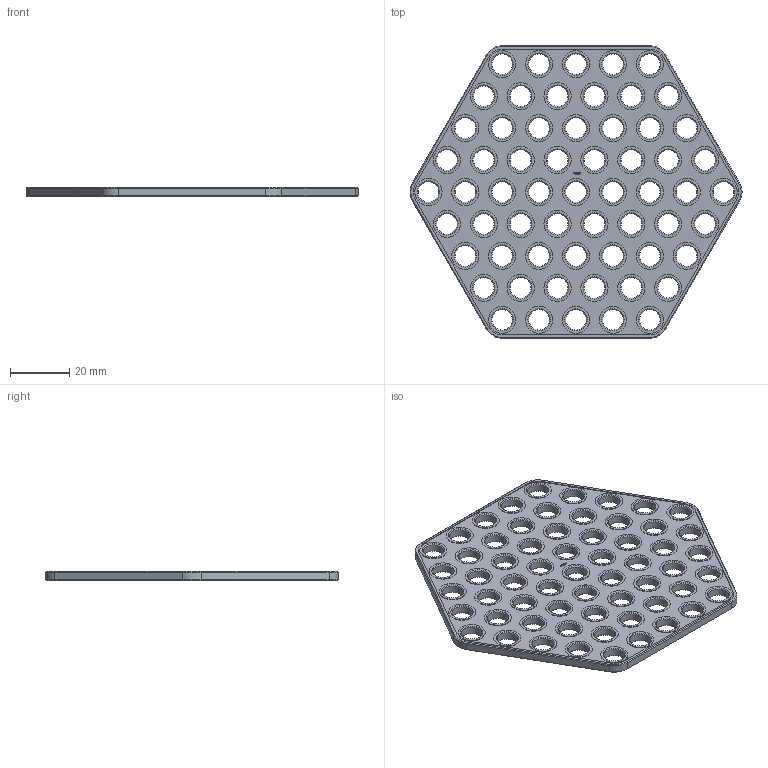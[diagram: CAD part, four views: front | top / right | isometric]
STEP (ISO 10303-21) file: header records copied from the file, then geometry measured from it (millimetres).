
FILE_DESCRIPTION(('FreeCAD Model'),'2;1');
FILE_NAME('Open CASCADE Shape Model','2024-01-31T19:17:32',(''),(''), 'Open CASCADE STEP processor 7.6','FreeCAD','Unknown');
FILE_SCHEMA(('AUTOMOTIVE_DESIGN { 1 0 10303 214 1 1 1 1 }'));
Length unit declared in the file: millimetre
Products named in the file (1): Plate HEX CRNR BU09x00.25 - SPN-PLT-0004 (stemfie.org)
Bounding box: 112.5 x 99.1 x 3.12 mm (x, y, z)
Volume: 18235.9 mm3; surface area: 17386.4 mm2
Topology: 1 solids, 1 shells, 803 faces, 1981 edges, 1275 vertices
Faces by surface type: plane 393, cone 142, cylinder 134, extrusion 134
Full cylindrical faces by diameter (mm): 7 x61, 9.2 x61
Entity records: 51038 total; most frequent: CARTESIAN_POINT 11312, DIRECTION 7041, VECTOR 4693, LINE 4559, ORIENTED_EDGE 3962, PCURVE 3962, DEFINITIONAL_REPRESENTATION 3962, EDGE_CURVE 1981
